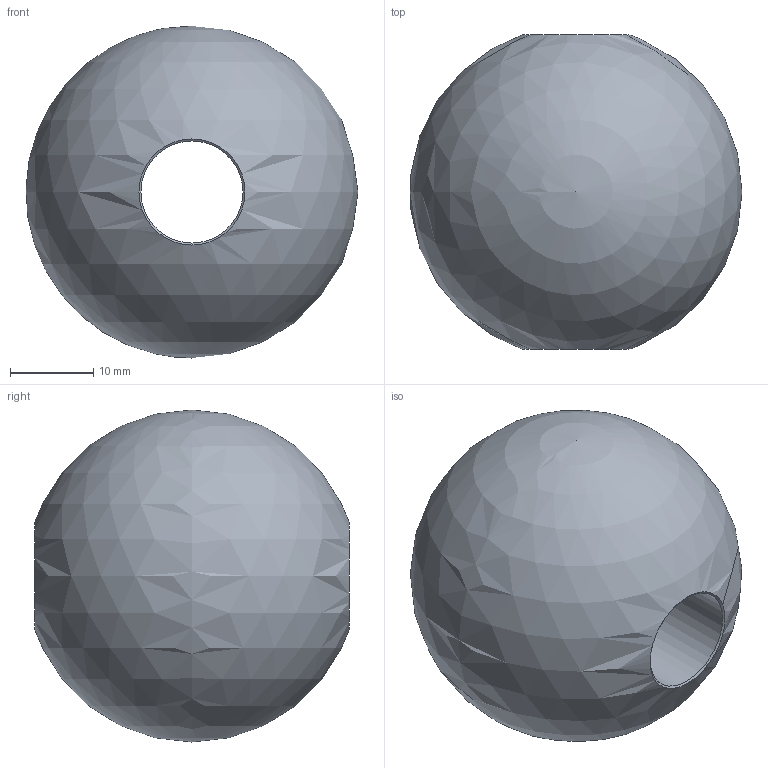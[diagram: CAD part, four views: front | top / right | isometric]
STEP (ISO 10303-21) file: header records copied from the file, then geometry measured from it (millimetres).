
FILE_DESCRIPTION (( 'STEP AP203' ), '1' );
FILE_NAME ('3575-D12.step', '2020-02-04T09:53:02', ( '' ), ( '' ), 'SwSTEP 2.0', 'SolidWorks 2015', '' );
FILE_SCHEMA (( 'CONFIG_CONTROL_DESIGN' ));
Length unit declared in the file: millimetre
Products named in the file (2): 3575-D12
Bounding box: 39.99 x 37.91 x 40 mm (x, y, z)
Volume: 28869.2 mm3; surface area: 6241.4 mm2
Topology: 1 solids, 1 shells, 212 faces, 575 edges, 383 vertices
Faces by surface type: plane 97, bspline 91, cylinder 21, cone 2, sphere 1
Full cylindrical faces by diameter (mm): 12.3 x1
Entity records: 10310 total; most frequent: CARTESIAN_POINT 5446, ORIENTED_EDGE 1136, DIRECTION 696, EDGE_CURVE 568, VERTEX_POINT 380, LINE 278, VECTOR 278, EDGE_LOOP 236
